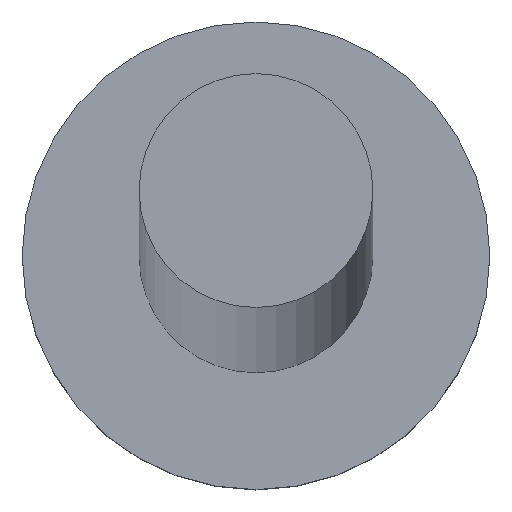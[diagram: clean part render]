
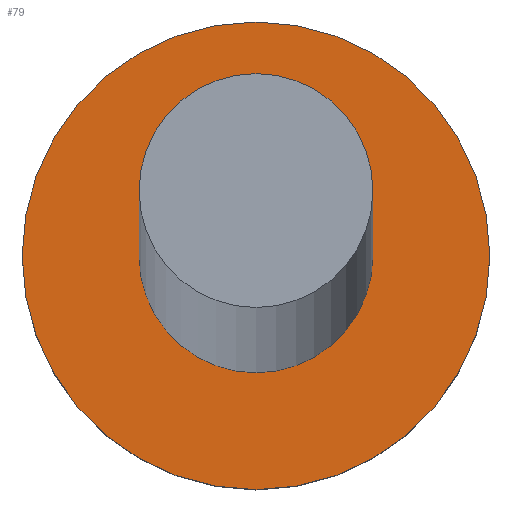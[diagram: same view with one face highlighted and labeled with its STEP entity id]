
A CAD part, top view. The second image highlights one B-rep face of the part: STEP entity #79.
In plain terms, the highlighted planar face has unit normal (0, 0, 1).
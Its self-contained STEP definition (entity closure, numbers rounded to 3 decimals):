
#2 = ORIENTED_EDGE ( 'NONE', *, *, #82, .T. ) ;
#6 = DIRECTION ( 'NONE',  ( 1., 0., 0. ) ) ;
#19 = CIRCLE ( 'NONE', #168, 2.5 ) ;
#24 = VERTEX_POINT ( 'NONE', #185 ) ;
#25 = EDGE_CURVE ( 'NONE', #24, #147, #19, .T. ) ;
#26 = PLANE ( 'NONE',  #211 ) ;
#28 = DIRECTION ( 'NONE',  ( 1., 0., 0. ) ) ;
#30 = CARTESIAN_POINT ( 'NONE',  ( 1.25, 0., 2. ) ) ;
#38 = EDGE_CURVE ( 'NONE', #96, #128, #170, .T. ) ;
#42 = DIRECTION ( 'NONE',  ( 1., 0., 0. ) ) ;
#46 = DIRECTION ( 'NONE',  ( 0., 0., 1. ) ) ;
#56 = AXIS2_PLACEMENT_3D ( 'NONE', #186, #227, #80 ) ;
#57 = ORIENTED_EDGE ( 'NONE', *, *, #58, .F. ) ;
#58 = EDGE_CURVE ( 'NONE', #128, #96, #222, .T. ) ;
#63 = CARTESIAN_POINT ( 'NONE',  ( 0., 0., 2. ) ) ;
#79 = ADVANCED_FACE ( 'NONE', ( #205, #241 ), #26, .T. ) ;
#80 = DIRECTION ( 'NONE',  ( 1., 0., 0. ) ) ;
#81 = CIRCLE ( 'NONE', #234, 2.5 ) ;
#82 = EDGE_CURVE ( 'NONE', #147, #24, #81, .T. ) ;
#96 = VERTEX_POINT ( 'NONE', #30 ) ;
#107 = DIRECTION ( 'NONE',  ( 0., 0., 1. ) ) ;
#112 = CARTESIAN_POINT ( 'NONE',  ( 0., 0., 2. ) ) ;
#116 = AXIS2_PLACEMENT_3D ( 'NONE', #247, #132, #202 ) ;
#128 = VERTEX_POINT ( 'NONE', #191 ) ;
#131 = CARTESIAN_POINT ( 'NONE',  ( 0., 0., 2. ) ) ;
#132 = DIRECTION ( 'NONE',  ( 0., 0., 1. ) ) ;
#133 = EDGE_LOOP ( 'NONE', ( #2, #238 ) ) ;
#139 = DIRECTION ( 'NONE',  ( 0., 0., 1. ) ) ;
#146 = EDGE_LOOP ( 'NONE', ( #57, #199 ) ) ;
#147 = VERTEX_POINT ( 'NONE', #208 ) ;
#168 = AXIS2_PLACEMENT_3D ( 'NONE', #63, #46, #42 ) ;
#170 = CIRCLE ( 'NONE', #56, 1.25 ) ;
#185 = CARTESIAN_POINT ( 'NONE',  ( 2.5, 0., 2. ) ) ;
#186 = CARTESIAN_POINT ( 'NONE',  ( 0., 0., 2. ) ) ;
#191 = CARTESIAN_POINT ( 'NONE',  ( -1.25, 0., 2. ) ) ;
#199 = ORIENTED_EDGE ( 'NONE', *, *, #38, .F. ) ;
#202 = DIRECTION ( 'NONE',  ( 1., 0., 0. ) ) ;
#205 = FACE_BOUND ( 'NONE', #146, .T. ) ;
#208 = CARTESIAN_POINT ( 'NONE',  ( -2.5, 0., 2. ) ) ;
#211 = AXIS2_PLACEMENT_3D ( 'NONE', #131, #107, #28 ) ;
#222 = CIRCLE ( 'NONE', #116, 1.25 ) ;
#227 = DIRECTION ( 'NONE',  ( 0., 0., 1. ) ) ;
#234 = AXIS2_PLACEMENT_3D ( 'NONE', #112, #139, #6 ) ;
#238 = ORIENTED_EDGE ( 'NONE', *, *, #25, .T. ) ;
#241 = FACE_OUTER_BOUND ( 'NONE', #133, .T. ) ;
#247 = CARTESIAN_POINT ( 'NONE',  ( 0., 0., 2. ) ) ;
